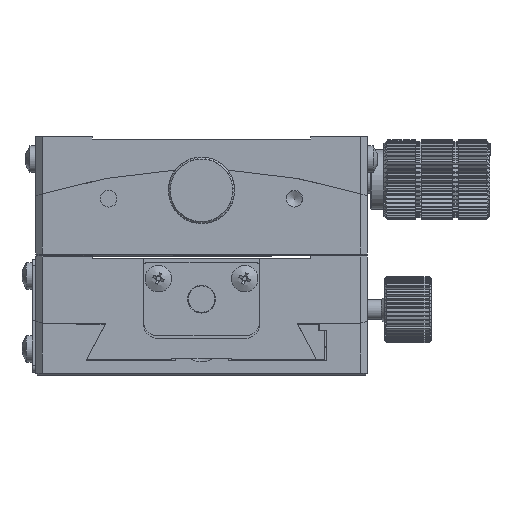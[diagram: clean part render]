
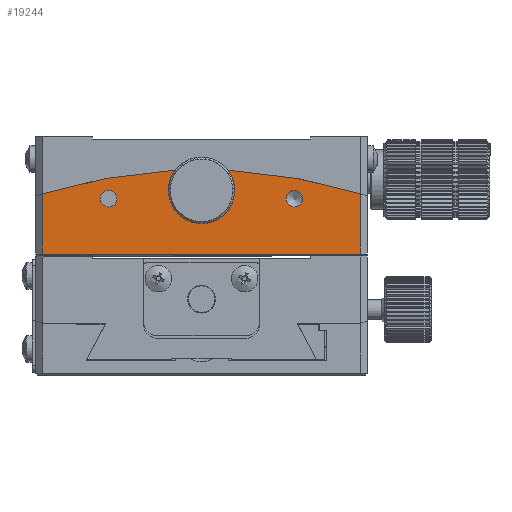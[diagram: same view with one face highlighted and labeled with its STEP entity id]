
A CAD part, front view. The second image highlights one B-rep face of the part: STEP entity #19244.
In plain terms, the highlighted planar face has unit normal (0, -1, 0).
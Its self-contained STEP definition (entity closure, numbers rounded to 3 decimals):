
#342 = CARTESIAN_POINT ( 'NONE',  ( -14., -25., 75.382 ) ) ;
#1850 = LINE ( 'NONE', #46760, #75850 ) ;
#2753 = DIRECTION ( 'NONE',  ( 0., 1., 0. ) ) ;
#6888 = EDGE_CURVE ( 'NONE', #97371, #78185, #25975, .T. ) ;
#7529 = AXIS2_PLACEMENT_3D ( 'NONE', #32205, #69049, #25840 ) ;
#8653 = DIRECTION ( 'NONE',  ( 0., 0., -1. ) ) ;
#9702 = CARTESIAN_POINT ( 'NONE',  ( 0., -25., 0. ) ) ;
#10120 = VERTEX_POINT ( 'NONE', #342 ) ;
#12145 = FACE_BOUND ( 'NONE', #22098, .T. ) ;
#12530 = CARTESIAN_POINT ( 'NONE',  ( 14., -25., 75.382 ) ) ;
#13470 = CARTESIAN_POINT ( 'NONE',  ( -24., -25., -81. ) ) ;
#15797 = VERTEX_POINT ( 'NONE', #76877 ) ;
#16660 = DIRECTION ( 'NONE',  ( 0., -1., 0. ) ) ;
#16686 = CIRCLE ( 'NONE', #7529, 1.25 ) ;
#19244 = ADVANCED_FACE ( 'NONE', ( #57025, #12145, #100858, #29454 ), #101994, .T. ) ;
#20060 = CARTESIAN_POINT ( 'NONE',  ( 14., -25., 76.632 ) ) ;
#21369 = DIRECTION ( 'NONE',  ( 0., 0., -1. ) ) ;
#21712 = CIRCLE ( 'NONE', #86087, 81. ) ;
#22098 = EDGE_LOOP ( 'NONE', ( #48455 ) ) ;
#25840 = DIRECTION ( 'NONE',  ( 0., 0., -1. ) ) ;
#25975 = LINE ( 'NONE', #13470, #74018 ) ;
#29454 = FACE_BOUND ( 'NONE', #59466, .T. ) ;
#30665 = EDGE_CURVE ( 'NONE', #75809, #68317, #73857, .T. ) ;
#32205 = CARTESIAN_POINT ( 'NONE',  ( 0., -25., 77.9 ) ) ;
#38626 = CARTESIAN_POINT ( 'NONE',  ( 0., -25., -81. ) ) ;
#41450 = DIRECTION ( 'NONE',  ( 0., 1., 0. ) ) ;
#41850 = EDGE_LOOP ( 'NONE', ( #43309 ) ) ;
#42045 = CARTESIAN_POINT ( 'NONE',  ( -24., -25., 68.3 ) ) ;
#43309 = ORIENTED_EDGE ( 'NONE', *, *, #89079, .T. ) ;
#43483 = AXIS2_PLACEMENT_3D ( 'NONE', #103107, #41450, #109506 ) ;
#44842 = DIRECTION ( 'NONE',  ( 0., 0., 1. ) ) ;
#46760 = CARTESIAN_POINT ( 'NONE',  ( 0., -25., 68.3 ) ) ;
#47158 = CIRCLE ( 'NONE', #43483, 1.25 ) ;
#47446 = ORIENTED_EDGE ( 'NONE', *, *, #75714, .T. ) ;
#48455 = ORIENTED_EDGE ( 'NONE', *, *, #113232, .T. ) ;
#48616 = AXIS2_PLACEMENT_3D ( 'NONE', #38626, #108388, #21369 ) ;
#50492 = AXIS2_PLACEMENT_3D ( 'NONE', #20060, #2753, #108229 ) ;
#57025 = FACE_OUTER_BOUND ( 'NONE', #100498, .T. ) ;
#59466 = EDGE_LOOP ( 'NONE', ( #47446 ) ) ;
#59939 = DIRECTION ( 'NONE',  ( 0., 0., 1. ) ) ;
#64626 = VECTOR ( 'NONE', #59939, 1000. ) ;
#64932 = CARTESIAN_POINT ( 'NONE',  ( 24., -25., 68.3 ) ) ;
#68317 = VERTEX_POINT ( 'NONE', #107626 ) ;
#69049 = DIRECTION ( 'NONE',  ( 0., 1., 0. ) ) ;
#71306 = ORIENTED_EDGE ( 'NONE', *, *, #6888, .T. ) ;
#73857 = LINE ( 'NONE', #109036, #64626 ) ;
#74018 = VECTOR ( 'NONE', #8653, 1000. ) ;
#75714 = EDGE_CURVE ( 'NONE', #91446, #91446, #87284, .T. ) ;
#75809 = VERTEX_POINT ( 'NONE', #64932 ) ;
#75850 = VECTOR ( 'NONE', #80818, 1000. ) ;
#76877 = CARTESIAN_POINT ( 'NONE',  ( 0., -25., 76.65 ) ) ;
#77163 = CARTESIAN_POINT ( 'NONE',  ( -24., -25., 77.363 ) ) ;
#78185 = VERTEX_POINT ( 'NONE', #42045 ) ;
#80818 = DIRECTION ( 'NONE',  ( 1., 0., 0. ) ) ;
#86087 = AXIS2_PLACEMENT_3D ( 'NONE', #9702, #16660, #44842 ) ;
#87284 = CIRCLE ( 'NONE', #50492, 1.25 ) ;
#89079 = EDGE_CURVE ( 'NONE', #10120, #10120, #47158, .T. ) ;
#91446 = VERTEX_POINT ( 'NONE', #12530 ) ;
#94070 = ORIENTED_EDGE ( 'NONE', *, *, #98766, .T. ) ;
#96581 = ORIENTED_EDGE ( 'NONE', *, *, #30665, .T. ) ;
#97371 = VERTEX_POINT ( 'NONE', #77163 ) ;
#98766 = EDGE_CURVE ( 'NONE', #78185, #75809, #1850, .T. ) ;
#100498 = EDGE_LOOP ( 'NONE', ( #96581, #102875, #71306, #94070 ) ) ;
#100858 = FACE_BOUND ( 'NONE', #41850, .T. ) ;
#101994 = PLANE ( 'NONE',  #48616 ) ;
#102875 = ORIENTED_EDGE ( 'NONE', *, *, #106796, .T. ) ;
#103107 = CARTESIAN_POINT ( 'NONE',  ( -14., -25., 76.632 ) ) ;
#106796 = EDGE_CURVE ( 'NONE', #68317, #97371, #21712, .T. ) ;
#107626 = CARTESIAN_POINT ( 'NONE',  ( 24., -25., 77.363 ) ) ;
#108229 = DIRECTION ( 'NONE',  ( 0., 0., -1. ) ) ;
#108388 = DIRECTION ( 'NONE',  ( 0., -1., 0. ) ) ;
#109036 = CARTESIAN_POINT ( 'NONE',  ( 24., -25., -81. ) ) ;
#109506 = DIRECTION ( 'NONE',  ( 0., 0., -1. ) ) ;
#113232 = EDGE_CURVE ( 'NONE', #15797, #15797, #16686, .T. ) ;
